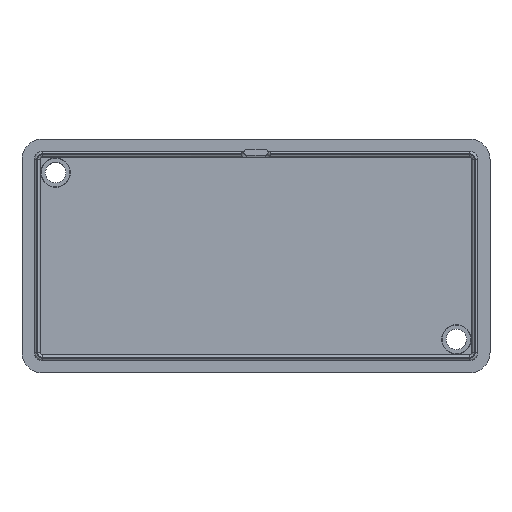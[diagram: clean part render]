
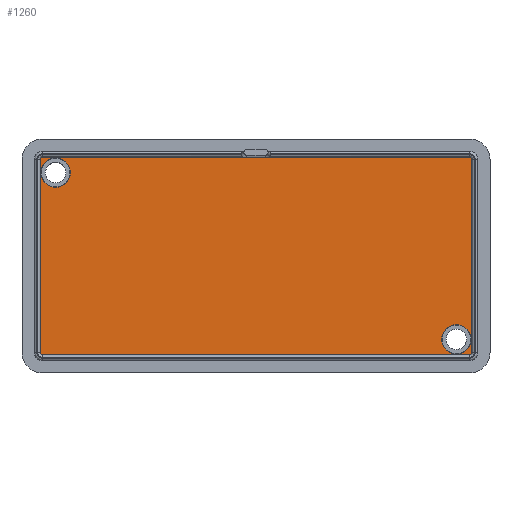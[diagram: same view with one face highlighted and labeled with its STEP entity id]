
A CAD part, top view. The second image highlights one B-rep face of the part: STEP entity #1260.
In plain terms, the highlighted planar face has unit normal (0, 0, 1).
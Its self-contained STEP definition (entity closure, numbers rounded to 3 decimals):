
#1115=CARTESIAN_POINT('',(-20.767,15.533,2.));
#1116=VERTEX_POINT('',#1115);
#1117=CARTESIAN_POINT('',(-23.267,15.533,2.));
#1118=DIRECTION('',(0.0,0.0,-1.0));
#1119=DIRECTION('',(-1.0,0.0,0.0));
#1120=AXIS2_PLACEMENT_3D('',#1117,#1118,#1119);
#1121=CIRCLE('',#1120,2.5);
#1122=EDGE_CURVE('',#1116,#1116,#1121,.T.);
#1155=CARTESIAN_POINT('',(47.733,-12.967,2.));
#1156=VERTEX_POINT('',#1155);
#1157=CARTESIAN_POINT('',(45.233,-12.967,2.));
#1158=DIRECTION('',(0.0,0.0,-1.0));
#1159=DIRECTION('',(-1.0,0.0,0.0));
#1160=AXIS2_PLACEMENT_3D('',#1157,#1158,#1159);
#1161=CIRCLE('',#1160,2.5);
#1162=EDGE_CURVE('',#1156,#1156,#1161,.T.);
#1179=CARTESIAN_POINT('',(10.983,1.283,2.));
#1180=DIRECTION('',(0.0,0.0,1.0));
#1181=DIRECTION('',(1.0,0.0,0.0));
#1182=AXIS2_PLACEMENT_3D('',#1179,#1180,#1181);
#1183=PLANE('',#1182);
#1184=CARTESIAN_POINT('',(47.848,-15.217,2.));
#1185=VERTEX_POINT('',#1184);
#1186=CARTESIAN_POINT('',(47.848,17.783,2.));
#1187=VERTEX_POINT('',#1186);
#1188=CARTESIAN_POINT('',(47.848,-15.217,2.));
#1189=DIRECTION('',(0.0,1.0,0.0));
#1190=VECTOR('',#1189,33.);
#1191=LINE('',#1188,#1190);
#1192=EDGE_CURVE('',#1185,#1187,#1191,.T.);
#1193=ORIENTED_EDGE('',*,*,#1192,.T.);
#1194=CARTESIAN_POINT('',(47.483,18.148,2.));
#1195=VERTEX_POINT('',#1194);
#1196=CARTESIAN_POINT('',(47.483,17.783,2.));
#1197=DIRECTION('',(0.0,0.0,1.0));
#1198=DIRECTION('',(1.0,0.0,0.0));
#1199=AXIS2_PLACEMENT_3D('',#1196,#1197,#1198);
#1200=CIRCLE('',#1199,0.365);
#1201=EDGE_CURVE('',#1187,#1195,#1200,.T.);
#1202=ORIENTED_EDGE('',*,*,#1201,.T.);
#1203=CARTESIAN_POINT('',(-25.517,18.148,2.));
#1204=VERTEX_POINT('',#1203);
#1205=CARTESIAN_POINT('',(47.483,18.148,2.));
#1206=DIRECTION('',(-1.0,0.0,0.0));
#1207=VECTOR('',#1206,73.0);
#1208=LINE('',#1205,#1207);
#1209=EDGE_CURVE('',#1195,#1204,#1208,.T.);
#1210=ORIENTED_EDGE('',*,*,#1209,.T.);
#1211=CARTESIAN_POINT('',(-25.882,17.783,2.));
#1212=VERTEX_POINT('',#1211);
#1213=CARTESIAN_POINT('',(-25.517,17.783,2.));
#1214=DIRECTION('',(0.0,0.0,1.0));
#1215=DIRECTION('',(0.0,1.0,0.0));
#1216=AXIS2_PLACEMENT_3D('',#1213,#1214,#1215);
#1217=CIRCLE('',#1216,0.365);
#1218=EDGE_CURVE('',#1204,#1212,#1217,.T.);
#1219=ORIENTED_EDGE('',*,*,#1218,.T.);
#1220=CARTESIAN_POINT('',(-25.882,-15.217,2.));
#1221=VERTEX_POINT('',#1220);
#1222=CARTESIAN_POINT('',(-25.882,17.783,2.));
#1223=DIRECTION('',(0.0,-1.0,0.0));
#1224=VECTOR('',#1223,33.0);
#1225=LINE('',#1222,#1224);
#1226=EDGE_CURVE('',#1212,#1221,#1225,.T.);
#1227=ORIENTED_EDGE('',*,*,#1226,.T.);
#1228=CARTESIAN_POINT('',(-25.517,-15.582,2.));
#1229=VERTEX_POINT('',#1228);
#1230=CARTESIAN_POINT('',(-25.517,-15.217,2.));
#1231=DIRECTION('',(0.0,0.0,1.0));
#1232=DIRECTION('',(-1.0,0.0,0.0));
#1233=AXIS2_PLACEMENT_3D('',#1230,#1231,#1232);
#1234=CIRCLE('',#1233,0.365);
#1235=EDGE_CURVE('',#1221,#1229,#1234,.T.);
#1236=ORIENTED_EDGE('',*,*,#1235,.T.);
#1237=CARTESIAN_POINT('',(47.483,-15.582,2.));
#1238=VERTEX_POINT('',#1237);
#1239=CARTESIAN_POINT('',(-25.517,-15.582,2.));
#1240=DIRECTION('',(1.0,0.0,0.0));
#1241=VECTOR('',#1240,73.);
#1242=LINE('',#1239,#1241);
#1243=EDGE_CURVE('',#1229,#1238,#1242,.T.);
#1244=ORIENTED_EDGE('',*,*,#1243,.T.);
#1245=CARTESIAN_POINT('',(47.483,-15.217,2.));
#1246=DIRECTION('',(0.0,0.0,1.0));
#1247=DIRECTION('',(0.0,-1.0,0.0));
#1248=AXIS2_PLACEMENT_3D('',#1245,#1246,#1247);
#1249=CIRCLE('',#1248,0.365);
#1250=EDGE_CURVE('',#1238,#1185,#1249,.T.);
#1251=ORIENTED_EDGE('',*,*,#1250,.T.);
#1252=EDGE_LOOP('',(#1193,#1202,#1210,#1219,#1227,#1236,#1244,#1251));
#1253=FACE_OUTER_BOUND('',#1252,.T.);
#1254=ORIENTED_EDGE('',*,*,#1122,.T.);
#1255=EDGE_LOOP('',(#1254));
#1256=FACE_BOUND('',#1255,.T.);
#1257=ORIENTED_EDGE('',*,*,#1162,.T.);
#1258=EDGE_LOOP('',(#1257));
#1259=FACE_BOUND('',#1258,.T.);
#1260=ADVANCED_FACE('',(#1253,#1256,#1259),#1183,.T.);
